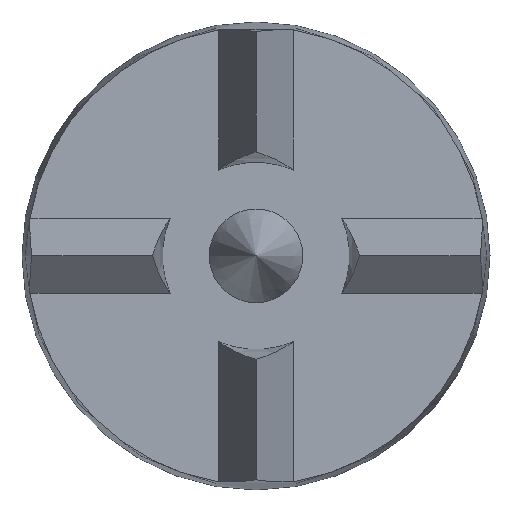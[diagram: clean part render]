
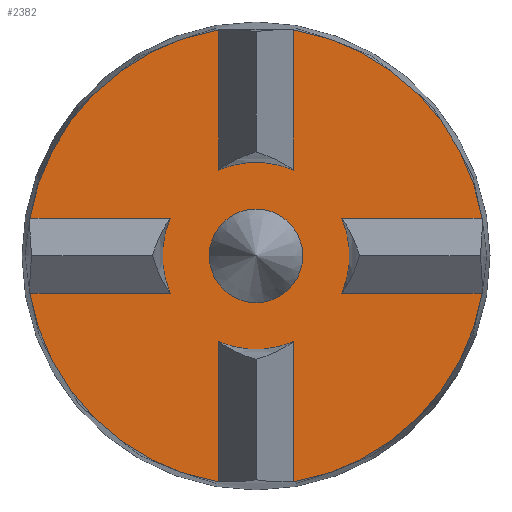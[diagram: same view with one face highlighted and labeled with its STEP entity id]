
A CAD part, top view. The second image highlights one B-rep face of the part: STEP entity #2382.
In plain terms, the highlighted planar face has unit normal (0, 0, 1).
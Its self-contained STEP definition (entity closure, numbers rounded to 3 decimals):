
#36=FACE_BOUND('',#315,.T.);
#57=PLANE('',#2557);
#185=FACE_OUTER_BOUND('',#314,.T.);
#314=EDGE_LOOP('',(#2130,#2131,#2132,#2133,#2134,#2135,#2136,#2137,#2138,
#2139,#2140,#2141,#2142,#2143,#2144,#2145));
#315=EDGE_LOOP('',(#2146));
#326=CIRCLE('',#2518,2.5);
#327=CIRCLE('',#2524,5.);
#328=CIRCLE('',#2528,12.238);
#329=CIRCLE('',#2531,12.238);
#330=CIRCLE('',#2534,12.238);
#332=CIRCLE('',#2538,12.238);
#333=CIRCLE('',#2543,5.);
#334=CIRCLE('',#2549,5.);
#335=CIRCLE('',#2555,5.);
#660=LINE('',#9890,#780);
#661=LINE('',#9898,#781);
#664=LINE('',#9927,#784);
#665=LINE('',#9933,#785);
#667=LINE('',#9939,#787);
#668=LINE('',#9945,#788);
#670=LINE('',#9951,#790);
#671=LINE('',#9957,#791);
#780=VECTOR('',#2918,10.);
#781=VECTOR('',#2929,10.);
#784=VECTOR('',#2960,10.);
#785=VECTOR('',#2969,10.);
#787=VECTOR('',#2975,10.);
#788=VECTOR('',#2984,10.);
#790=VECTOR('',#2990,10.);
#791=VECTOR('',#2999,10.);
#1013=VERTEX_POINT('',#9879);
#1014=VERTEX_POINT('',#9883);
#1017=VERTEX_POINT('',#9888);
#1018=VERTEX_POINT('',#9892);
#1019=VERTEX_POINT('',#9896);
#1020=VERTEX_POINT('',#9900);
#1022=VERTEX_POINT('',#9904);
#1023=VERTEX_POINT('',#9906);
#1025=VERTEX_POINT('',#9910);
#1026=VERTEX_POINT('',#9912);
#1029=VERTEX_POINT('',#9919);
#1031=VERTEX_POINT('',#9925);
#1032=VERTEX_POINT('',#9929);
#1034=VERTEX_POINT('',#9937);
#1035=VERTEX_POINT('',#9941);
#1037=VERTEX_POINT('',#9949);
#1038=VERTEX_POINT('',#9953);
#1370=EDGE_CURVE('',#1013,#1013,#326,.T.);
#1374=EDGE_CURVE('',#1017,#1014,#660,.T.);
#1376=EDGE_CURVE('',#1018,#1017,#327,.T.);
#1378=EDGE_CURVE('',#1019,#1018,#661,.T.);
#1379=EDGE_CURVE('',#1014,#1020,#328,.T.);
#1382=EDGE_CURVE('',#1022,#1023,#329,.T.);
#1385=EDGE_CURVE('',#1025,#1026,#330,.T.);
#1390=EDGE_CURVE('',#1029,#1019,#332,.T.);
#1393=EDGE_CURVE('',#1031,#1029,#664,.T.);
#1395=EDGE_CURVE('',#1032,#1031,#333,.T.);
#1396=EDGE_CURVE('',#1026,#1032,#665,.T.);
#1399=EDGE_CURVE('',#1034,#1025,#667,.T.);
#1401=EDGE_CURVE('',#1035,#1034,#334,.T.);
#1402=EDGE_CURVE('',#1023,#1035,#668,.T.);
#1405=EDGE_CURVE('',#1037,#1022,#670,.T.);
#1407=EDGE_CURVE('',#1038,#1037,#335,.T.);
#1408=EDGE_CURVE('',#1020,#1038,#671,.T.);
#2130=ORIENTED_EDGE('',*,*,#1395,.F.);
#2131=ORIENTED_EDGE('',*,*,#1396,.F.);
#2132=ORIENTED_EDGE('',*,*,#1385,.F.);
#2133=ORIENTED_EDGE('',*,*,#1399,.F.);
#2134=ORIENTED_EDGE('',*,*,#1401,.F.);
#2135=ORIENTED_EDGE('',*,*,#1402,.F.);
#2136=ORIENTED_EDGE('',*,*,#1382,.F.);
#2137=ORIENTED_EDGE('',*,*,#1405,.F.);
#2138=ORIENTED_EDGE('',*,*,#1407,.F.);
#2139=ORIENTED_EDGE('',*,*,#1408,.F.);
#2140=ORIENTED_EDGE('',*,*,#1379,.F.);
#2141=ORIENTED_EDGE('',*,*,#1374,.F.);
#2142=ORIENTED_EDGE('',*,*,#1376,.F.);
#2143=ORIENTED_EDGE('',*,*,#1378,.F.);
#2144=ORIENTED_EDGE('',*,*,#1390,.F.);
#2145=ORIENTED_EDGE('',*,*,#1393,.F.);
#2146=ORIENTED_EDGE('',*,*,#1370,.F.);
#2382=ADVANCED_FACE('',(#185,#36),#57,.T.);
#2518=AXIS2_PLACEMENT_3D('',#9881,#2909,#2910);
#2524=AXIS2_PLACEMENT_3D('',#9894,#2923,#2924);
#2528=AXIS2_PLACEMENT_3D('',#9901,#2932,#2933);
#2531=AXIS2_PLACEMENT_3D('',#9907,#2938,#2939);
#2534=AXIS2_PLACEMENT_3D('',#9913,#2944,#2945);
#2538=AXIS2_PLACEMENT_3D('',#9921,#2953,#2954);
#2543=AXIS2_PLACEMENT_3D('',#9931,#2965,#2966);
#2549=AXIS2_PLACEMENT_3D('',#9943,#2980,#2981);
#2555=AXIS2_PLACEMENT_3D('',#9955,#2995,#2996);
#2557=AXIS2_PLACEMENT_3D('',#9958,#3000,#3001);
#2909=DIRECTION('center_axis',(0.,0.,1.));
#2910=DIRECTION('ref_axis',(1.,0.,0.));
#2918=DIRECTION('',(0.,1.,0.));
#2923=DIRECTION('center_axis',(0.,0.,-1.));
#2924=DIRECTION('ref_axis',(1.,0.,0.));
#2929=DIRECTION('',(0.,-1.,0.));
#2932=DIRECTION('center_axis',(0.,0.,-1.));
#2933=DIRECTION('ref_axis',(1.,0.,0.));
#2938=DIRECTION('center_axis',(0.,0.,-1.));
#2939=DIRECTION('ref_axis',(1.,0.,0.));
#2944=DIRECTION('center_axis',(0.,0.,-1.));
#2945=DIRECTION('ref_axis',(1.,0.,0.));
#2953=DIRECTION('center_axis',(0.,0.,-1.));
#2954=DIRECTION('ref_axis',(1.,0.,0.));
#2960=DIRECTION('',(-1.,0.,0.));
#2965=DIRECTION('center_axis',(0.,0.,-1.));
#2966=DIRECTION('ref_axis',(1.,0.,0.));
#2969=DIRECTION('',(1.,0.,0.));
#2975=DIRECTION('',(0.,-1.,0.));
#2980=DIRECTION('center_axis',(0.,0.,-1.));
#2981=DIRECTION('ref_axis',(1.,0.,0.));
#2984=DIRECTION('',(0.,1.,0.));
#2990=DIRECTION('',(1.,0.,0.));
#2995=DIRECTION('center_axis',(0.,0.,-1.));
#2996=DIRECTION('ref_axis',(1.,0.,0.));
#2999=DIRECTION('',(-1.,0.,0.));
#3000=DIRECTION('center_axis',(0.,0.,1.));
#3001=DIRECTION('ref_axis',(1.,0.,0.));
#9879=CARTESIAN_POINT('',(-2.5,0.,0.));
#9881=CARTESIAN_POINT('Origin',(0.,0.,0.));
#9883=CARTESIAN_POINT('',(2.,12.073,0.));
#9888=CARTESIAN_POINT('',(2.,4.583,0.));
#9890=CARTESIAN_POINT('',(2.,4.583,0.));
#9892=CARTESIAN_POINT('',(-2.,4.583,0.));
#9894=CARTESIAN_POINT('Origin',(0.,0.,0.));
#9896=CARTESIAN_POINT('',(-2.,12.073,0.));
#9898=CARTESIAN_POINT('',(-2.,4.583,0.));
#9900=CARTESIAN_POINT('',(12.073,2.,0.));
#9901=CARTESIAN_POINT('Origin',(0.,0.,0.));
#9904=CARTESIAN_POINT('',(12.073,-2.,0.));
#9906=CARTESIAN_POINT('',(2.,-12.073,0.));
#9907=CARTESIAN_POINT('Origin',(0.,0.,0.));
#9910=CARTESIAN_POINT('',(-2.,-12.073,0.));
#9912=CARTESIAN_POINT('',(-12.073,-2.,0.));
#9913=CARTESIAN_POINT('Origin',(0.,0.,0.));
#9919=CARTESIAN_POINT('',(-12.073,2.,0.));
#9921=CARTESIAN_POINT('Origin',(0.,0.,0.));
#9925=CARTESIAN_POINT('',(-4.583,2.,0.));
#9927=CARTESIAN_POINT('',(-4.583,2.,0.));
#9929=CARTESIAN_POINT('',(-4.583,-2.,0.));
#9931=CARTESIAN_POINT('Origin',(0.,0.,0.));
#9933=CARTESIAN_POINT('',(-4.583,-2.,0.));
#9937=CARTESIAN_POINT('',(-2.,-4.583,0.));
#9939=CARTESIAN_POINT('',(-2.,-4.583,0.));
#9941=CARTESIAN_POINT('',(2.,-4.583,0.));
#9943=CARTESIAN_POINT('Origin',(0.,0.,0.));
#9945=CARTESIAN_POINT('',(2.,-4.583,0.));
#9949=CARTESIAN_POINT('',(4.583,-2.,0.));
#9951=CARTESIAN_POINT('',(4.583,-2.,0.));
#9953=CARTESIAN_POINT('',(4.583,2.,0.));
#9955=CARTESIAN_POINT('Origin',(0.,0.,0.));
#9957=CARTESIAN_POINT('',(4.583,2.,0.));
#9958=CARTESIAN_POINT('Origin',(0.,0.,0.));
